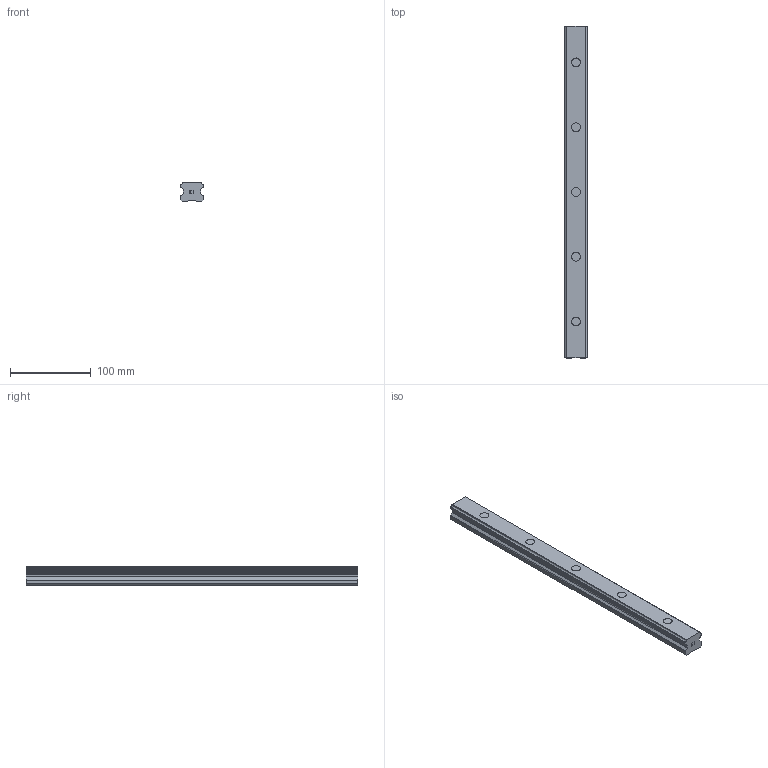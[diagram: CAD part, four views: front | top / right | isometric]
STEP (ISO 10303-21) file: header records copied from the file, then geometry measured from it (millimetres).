
FILE_DESCRIPTION(('STEP AP214'),'1');
FILE_NAME('cctmp_D16A784F-743F-4730-924E-361A698ECBB4_2021_02_12_11_46_13_0200..stp','2021-02-12T10:46:13',('HIWIN GmbH'),('CADClick - www.CADClick.com'),'Spatial InterOp 3D',' ','unknown authorization');
FILE_SCHEMA(('AUTOMOTIVE_DESIGN'));
Length unit declared in the file: millimetre
Products named in the file (1): EGR30R410C_FILE
Bounding box: 28 x 410 x 23 mm (x, y, z)
Volume: 229381.5 mm3; surface area: 46937.8 mm2
Topology: 1 solids, 1 shells, 148 faces, 381 edges, 254 vertices
Faces by surface type: plane 100, cylinder 48
Entity records: 5709 total; most frequent: CARTESIAN_POINT 784, DIRECTION 775, ORIENTED_EDGE 762, EDGE_CURVE 381, LINE 285, VECTOR 285, VERTEX_POINT 254, AXIS2_PLACEMENT_3D 245
